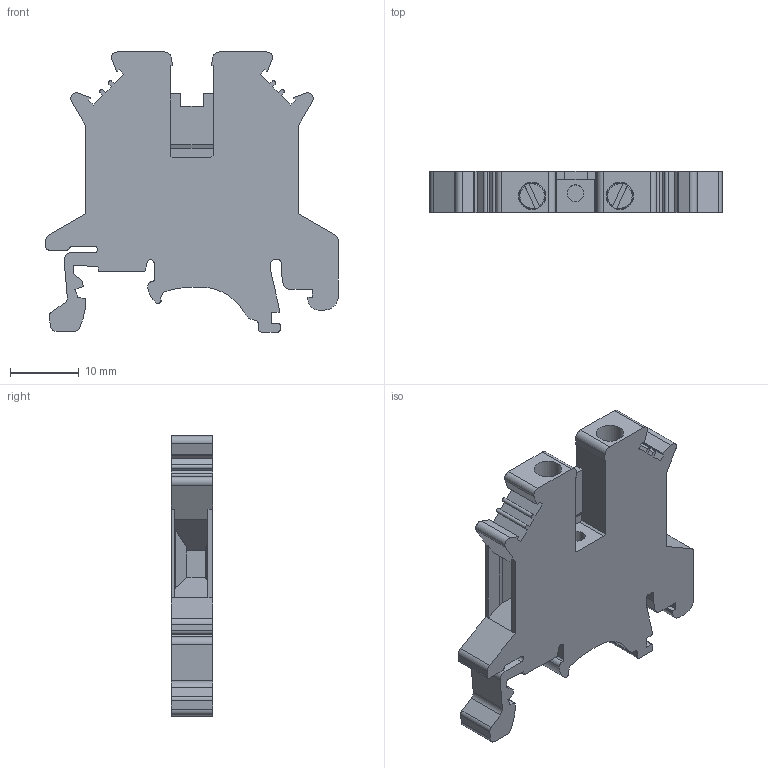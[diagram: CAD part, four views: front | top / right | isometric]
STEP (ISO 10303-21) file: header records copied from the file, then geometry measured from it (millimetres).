
FILE_DESCRIPTION(/* description */ ('Unknown'),/* implementation_level */ '2;1');
FILE_NAME(/* name */ 'UBT2.5_3D_SOLID',/* time_stamp */ '2024-12-02T17:04:23+06:00',/* author */ ('Unknown'),/* organization */ ('Unknown'),/* preprocessor_version */ 'ST-DEVELOPER v16.7',/* originating_system */ 'Solid Edge',/* authorisation */ 'Unknown');
FILE_SCHEMA (('AUTOMOTIVE_DESIGN {1 0 10303 214 3 1 1}'));
Length unit declared in the file: millimetre
Products named in the file (1): UBT2.5_3D_SOLID
Bounding box: 42.5 x 6 x 40.7 mm (x, y, z)
Volume: 5738.8 mm3; surface area: 4298.1 mm2
Topology: 1 solids, 1 shells, 194 faces, 555 edges, 368 vertices
Faces by surface type: plane 127, cylinder 61, cone 6
Full cylindrical faces by diameter (mm): 2.35 x2, 2.459 x1, 3.75 x2, 4 x2
Entity records: 7636 total; most frequent: CARTESIAN_POINT 1131, ORIENTED_EDGE 1084, DIRECTION 1056, EDGE_CURVE 542, LINE 398, VECTOR 398, VERTEX_POINT 364, AXIS2_PLACEMENT_3D 329
